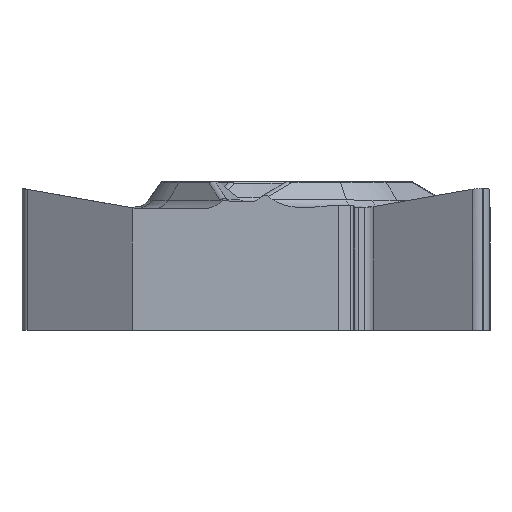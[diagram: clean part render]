
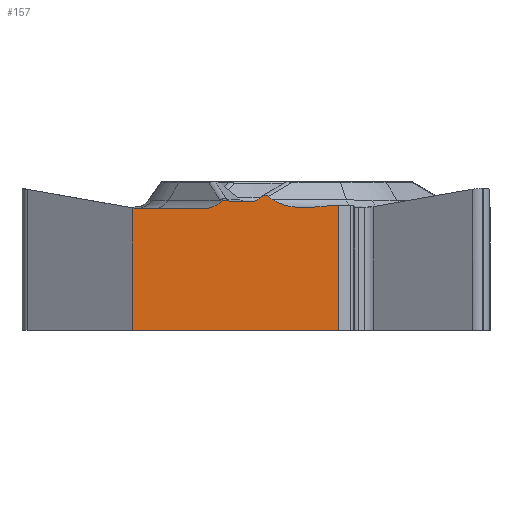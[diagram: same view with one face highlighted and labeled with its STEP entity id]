
A CAD part, left-side view. The second image highlights one B-rep face of the part: STEP entity #157.
In plain terms, the highlighted planar face has unit normal (-1, 0, 0).
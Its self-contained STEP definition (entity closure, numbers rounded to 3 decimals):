
#157=ADVANCED_FACE('',(#356),#312,.F.);
#312=PLANE('',#2648);
#356=FACE_OUTER_BOUND('',#506,.T.);
#506=EDGE_LOOP('',(#847,#848,#849,#850,#851,#852,#853,#854,#855,#856,#857,
#858,#859,#860,#861,#862));
#666=CIRCLE('',#2647,0.75);
#779=ELLIPSE('',#2642,1.5,0.75);
#780=ELLIPSE('',#2643,0.304,0.205);
#781=ELLIPSE('',#2644,0.309,0.3);
#782=ELLIPSE('',#2645,0.309,0.3);
#783=ELLIPSE('',#2646,0.884,0.75);
#847=ORIENTED_EDGE('',*,*,#1852,.T.);
#848=ORIENTED_EDGE('',*,*,#1853,.F.);
#849=ORIENTED_EDGE('',*,*,#1854,.T.);
#850=ORIENTED_EDGE('',*,*,#1855,.T.);
#851=ORIENTED_EDGE('',*,*,#1856,.F.);
#852=ORIENTED_EDGE('',*,*,#1857,.F.);
#853=ORIENTED_EDGE('',*,*,#1858,.T.);
#854=ORIENTED_EDGE('',*,*,#1859,.T.);
#855=ORIENTED_EDGE('',*,*,#1860,.T.);
#856=ORIENTED_EDGE('',*,*,#1861,.T.);
#857=ORIENTED_EDGE('',*,*,#1862,.F.);
#858=ORIENTED_EDGE('',*,*,#1863,.T.);
#859=ORIENTED_EDGE('',*,*,#1864,.T.);
#860=ORIENTED_EDGE('',*,*,#1865,.T.);
#861=ORIENTED_EDGE('',*,*,#1866,.T.);
#862=ORIENTED_EDGE('',*,*,#1867,.F.);
#1617=VERTEX_POINT('',#4081);
#1618=VERTEX_POINT('',#4082);
#1619=VERTEX_POINT('',#4084);
#1620=VERTEX_POINT('',#4086);
#1621=VERTEX_POINT('',#4088);
#1622=VERTEX_POINT('',#4090);
#1623=VERTEX_POINT('',#4092);
#1624=VERTEX_POINT('',#4094);
#1625=VERTEX_POINT('',#4096);
#1626=VERTEX_POINT('',#4098);
#1627=VERTEX_POINT('',#4100);
#1628=VERTEX_POINT('',#4114);
#1629=VERTEX_POINT('',#4116);
#1630=VERTEX_POINT('',#4118);
#1631=VERTEX_POINT('',#4120);
#1632=VERTEX_POINT('',#4122);
#1852=EDGE_CURVE('',#1617,#1618,#2230,.T.);
#1853=EDGE_CURVE('',#1619,#1618,#2231,.T.);
#1854=EDGE_CURVE('',#1619,#1620,#2232,.T.);
#1855=EDGE_CURVE('',#1620,#1621,#779,.T.);
#1856=EDGE_CURVE('',#1622,#1621,#2233,.T.);
#1857=EDGE_CURVE('',#1623,#1622,#780,.T.);
#1858=EDGE_CURVE('',#1623,#1624,#2234,.T.);
#1859=EDGE_CURVE('',#1624,#1625,#781,.T.);
#1860=EDGE_CURVE('',#1625,#1626,#2235,.T.);
#1861=EDGE_CURVE('',#1626,#1627,#782,.T.);
#1862=EDGE_CURVE('',#1628,#1627,#2560,.T.);
#1863=EDGE_CURVE('',#1628,#1629,#783,.T.);
#1864=EDGE_CURVE('',#1629,#1630,#2236,.T.);
#1865=EDGE_CURVE('',#1630,#1631,#666,.T.);
#1866=EDGE_CURVE('',#1631,#1632,#2237,.T.);
#1867=EDGE_CURVE('',#1617,#1632,#2238,.T.);
#2230=LINE('',#4080,#2395);
#2231=LINE('',#4083,#2396);
#2232=LINE('',#4085,#2397);
#2233=LINE('',#4089,#2398);
#2234=LINE('',#4093,#2399);
#2235=LINE('',#4097,#2400);
#2236=LINE('',#4117,#2401);
#2237=LINE('',#4121,#2402);
#2238=LINE('',#4123,#2403);
#2395=VECTOR('',#2946,1.);
#2396=VECTOR('',#2947,1.);
#2397=VECTOR('',#2948,1.);
#2398=VECTOR('',#2951,1.);
#2399=VECTOR('',#2954,1.);
#2400=VECTOR('',#2957,1.);
#2401=VECTOR('',#2962,1.);
#2402=VECTOR('',#2965,1.);
#2403=VECTOR('',#2966,1.);
#2560=B_SPLINE_CURVE_WITH_KNOTS('',3,(#4101,#4102,#4103,#4104,#4105,#4106,
#4107,#4108,#4109,#4110,#4111,#4112,#4113),.UNSPECIFIED.,.F.,.F.,(4,3,3,
3,4),(0.,0.251,0.501,0.761,1.),
 .UNSPECIFIED.);
#2642=AXIS2_PLACEMENT_3D('',#4087,#2949,#2950);
#2643=AXIS2_PLACEMENT_3D('',#4091,#2952,#2953);
#2644=AXIS2_PLACEMENT_3D('',#4095,#2955,#2956);
#2645=AXIS2_PLACEMENT_3D('',#4099,#2958,#2959);
#2646=AXIS2_PLACEMENT_3D('',#4115,#2960,#2961);
#2647=AXIS2_PLACEMENT_3D('',#4119,#2963,#2964);
#2648=AXIS2_PLACEMENT_3D('',#4124,#2967,#2968);
#2946=DIRECTION('',(0.,-1.,0.));
#2947=DIRECTION('',(0.,0.,-1.));
#2948=DIRECTION('',(0.,0.996,-0.088));
#2949=DIRECTION('',(1.,0.,0.));
#2950=DIRECTION('',(0.,1.,0.));
#2951=DIRECTION('',(0.,-0.814,-0.581));
#2952=DIRECTION('',(1.,0.,0.));
#2953=DIRECTION('',(0.,-0.858,0.514));
#2954=DIRECTION('',(0.,0.775,-0.631));
#2955=DIRECTION('',(1.,0.,0.));
#2956=DIRECTION('',(0.,-1.,0.));
#2957=DIRECTION('',(0.,1.,0.));
#2958=DIRECTION('',(1.,0.,0.));
#2959=DIRECTION('',(0.,-1.,0.));
#2960=DIRECTION('',(1.,0.,0.));
#2961=DIRECTION('',(0.,-1.,0.));
#2962=DIRECTION('',(0.,1.,0.));
#2963=DIRECTION('',(1.,0.,0.));
#2964=DIRECTION('',(0.,1.,0.));
#2965=DIRECTION('',(0.,0.985,0.174));
#2966=DIRECTION('',(0.,0.,1.));
#2967=DIRECTION('',(1.,0.,0.));
#2968=DIRECTION('',(0.,1.,0.));
#4080=CARTESIAN_POINT('',(-6.35,8.7,-5.56));
#4081=CARTESIAN_POINT('',(-6.35,6.023,-5.56));
#4082=CARTESIAN_POINT('',(-6.35,-2.341,-5.56));
#4083=CARTESIAN_POINT('',(-6.35,-2.341,25.));
#4084=CARTESIAN_POINT('',(-6.35,-2.341,-0.464));
#4085=CARTESIAN_POINT('',(-6.35,-2.246,-0.472));
#4086=CARTESIAN_POINT('',(-6.35,-1.196,-0.565));
#4087=CARTESIAN_POINT('',(-6.35,-0.935,0.174));
#4088=CARTESIAN_POINT('',(-6.35,0.293,-0.256));
#4089=CARTESIAN_POINT('',(-6.35,17.805,12.249));
#4090=CARTESIAN_POINT('',(-6.35,0.483,-0.121));
#4091=CARTESIAN_POINT('',(-6.35,0.704,-0.32));
#4092=CARTESIAN_POINT('',(-6.35,0.862,-0.181));
#4093=CARTESIAN_POINT('',(-6.35,-6.754,6.019));
#4094=CARTESIAN_POINT('',(-6.35,0.934,-0.24));
#4095=CARTESIAN_POINT('',(-6.35,1.132,-0.01));
#4096=CARTESIAN_POINT('',(-6.35,1.132,-0.31));
#4097=CARTESIAN_POINT('',(-6.35,8.7,-0.31));
#4098=CARTESIAN_POINT('',(-6.35,2.034,-0.31));
#4099=CARTESIAN_POINT('',(-6.35,2.034,-0.01));
#4100=CARTESIAN_POINT('',(-6.35,2.162,-0.283));
#4101=CARTESIAN_POINT('',(-6.35,2.401,-0.323));
#4102=CARTESIAN_POINT('',(-6.35,2.386,-0.307));
#4103=CARTESIAN_POINT('',(-6.35,2.369,-0.294));
#4104=CARTESIAN_POINT('',(-6.35,2.349,-0.285));
#4105=CARTESIAN_POINT('',(-6.35,2.33,-0.275));
#4106=CARTESIAN_POINT('',(-6.35,2.309,-0.268));
#4107=CARTESIAN_POINT('',(-6.35,2.288,-0.265));
#4108=CARTESIAN_POINT('',(-6.35,2.266,-0.262));
#4109=CARTESIAN_POINT('',(-6.35,2.243,-0.262));
#4110=CARTESIAN_POINT('',(-6.35,2.221,-0.266));
#4111=CARTESIAN_POINT('',(-6.35,2.2,-0.269));
#4112=CARTESIAN_POINT('',(-6.35,2.18,-0.275));
#4113=CARTESIAN_POINT('',(-6.35,2.162,-0.283));
#4114=CARTESIAN_POINT('',(-6.35,2.401,-0.323));
#4115=CARTESIAN_POINT('',(-6.35,3.09,0.147));
#4116=CARTESIAN_POINT('',(-6.35,3.09,-0.603));
#4117=CARTESIAN_POINT('',(-6.35,8.7,-0.603));
#4118=CARTESIAN_POINT('',(-6.35,5.814,-0.603));
#4119=CARTESIAN_POINT('',(-6.35,5.814,0.147));
#4120=CARTESIAN_POINT('',(-6.35,5.944,-0.592));
#4121=CARTESIAN_POINT('',(-6.35,12.993,0.651));
#4122=CARTESIAN_POINT('',(-6.35,6.023,-0.578));
#4123=CARTESIAN_POINT('',(-6.35,6.023,25.));
#4124=CARTESIAN_POINT('',(-6.35,8.7,25.));
